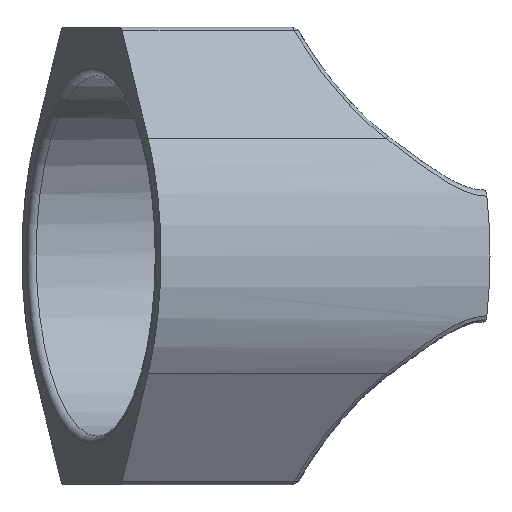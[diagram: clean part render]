
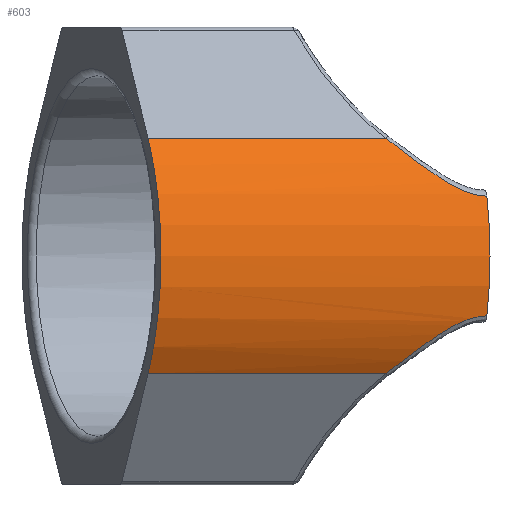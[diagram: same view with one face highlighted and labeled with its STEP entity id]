
A CAD part, left-side view. The second image highlights one B-rep face of the part: STEP entity #603.
In plain terms, the highlighted cylindrical face has radius 11.75 mm (diameter 23.5 mm), a partial arc.
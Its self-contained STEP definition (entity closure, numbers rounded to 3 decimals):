
#64=B_SPLINE_CURVE_WITH_KNOTS('',3,(#1387,#1388,#1389,#1390,#1391,#1392),
 .UNSPECIFIED.,.F.,.F.,(4,1,1,4),(-0.903,-0.611,
-0.416,-0.22),.UNSPECIFIED.);
#66=B_SPLINE_CURVE_WITH_KNOTS('',3,(#1451,#1452,#1453,#1454,#1455,#1456),
 .UNSPECIFIED.,.F.,.F.,(4,1,1,4),(-0.683,-0.488,
-0.293,0.),.UNSPECIFIED.);
#84=LINE('',#1155,#110);
#89=LINE('',#1182,#115);
#110=VECTOR('',#777,10.);
#115=VECTOR('',#812,10.);
#131=CYLINDRICAL_SURFACE('',#687,11.75);
#166=FACE_OUTER_BOUND('',#205,.T.);
#205=EDGE_LOOP('',(#560,#561,#562,#563,#564,#565));
#215=CIRCLE('',#630,11.75);
#238=CIRCLE('',#679,11.75);
#262=VERTEX_POINT('',#1037);
#263=VERTEX_POINT('',#1039);
#277=VERTEX_POINT('',#1151);
#284=VERTEX_POINT('',#1180);
#292=VERTEX_POINT('',#1373);
#293=VERTEX_POINT('',#1394);
#320=EDGE_CURVE('',#262,#263,#215,.T.);
#347=EDGE_CURVE('',#263,#277,#84,.T.);
#361=EDGE_CURVE('',#262,#284,#89,.T.);
#376=EDGE_CURVE('',#277,#292,#64,.T.);
#377=EDGE_CURVE('',#293,#292,#238,.T.);
#379=EDGE_CURVE('',#293,#284,#66,.T.);
#560=ORIENTED_EDGE('',*,*,#376,.F.);
#561=ORIENTED_EDGE('',*,*,#347,.F.);
#562=ORIENTED_EDGE('',*,*,#320,.F.);
#563=ORIENTED_EDGE('',*,*,#361,.T.);
#564=ORIENTED_EDGE('',*,*,#379,.F.);
#565=ORIENTED_EDGE('',*,*,#377,.T.);
#603=ADVANCED_FACE('',(#166),#131,.T.);
#630=AXIS2_PLACEMENT_3D('',#1040,#720,#721);
#679=AXIS2_PLACEMENT_3D('',#1395,#836,#837);
#687=AXIS2_PLACEMENT_3D('',#1529,#854,#855);
#720=DIRECTION('center_axis',(-0.342,0.94,0.));
#721=DIRECTION('ref_axis',(0.,0.,-1.));
#777=DIRECTION('',(0.342,-0.94,0.));
#812=DIRECTION('',(0.342,-0.94,0.));
#836=DIRECTION('center_axis',(-0.342,0.94,0.));
#837=DIRECTION('ref_axis',(0.,0.,
-1.));
#854=DIRECTION('center_axis',(-0.342,0.94,0.));
#855=DIRECTION('ref_axis',(0.,0.,
-1.));
#1037=CARTESIAN_POINT('',(16.735,60.642,-128.591));
#1039=CARTESIAN_POINT('',(16.735,60.642,-114.963));
#1040=CARTESIAN_POINT('Origin',(25.73,63.916,-121.777));
#1151=CARTESIAN_POINT('',(21.74,46.893,-114.963));
#1155=CARTESIAN_POINT('',(20.155,51.245,-114.963));
#1180=CARTESIAN_POINT('',(21.74,46.893,-128.591));
#1182=CARTESIAN_POINT('',(20.155,51.245,-128.591));
#1373=CARTESIAN_POINT('',(22.106,41.047,-118.313));
#1387=CARTESIAN_POINT('Ctrl Pts',(21.74,46.893,-114.963));
#1388=CARTESIAN_POINT('Ctrl Pts',(21.565,46.116,-115.566));
#1389=CARTESIAN_POINT('Ctrl Pts',(21.423,44.806,-116.585));
#1390=CARTESIAN_POINT('Ctrl Pts',(21.574,42.884,-117.877));
#1391=CARTESIAN_POINT('Ctrl Pts',(21.883,41.658,-118.313));
#1392=CARTESIAN_POINT('Ctrl Pts',(22.106,41.047,-118.313));
#1394=CARTESIAN_POINT('',(22.106,41.047,-125.241));
#1395=CARTESIAN_POINT('Origin',(32.656,44.887,-121.777));
#1451=CARTESIAN_POINT('Ctrl Pts',(22.106,41.047,-125.241));
#1452=CARTESIAN_POINT('Ctrl Pts',(21.883,41.658,-125.241));
#1453=CARTESIAN_POINT('Ctrl Pts',(21.574,42.884,-125.677));
#1454=CARTESIAN_POINT('Ctrl Pts',(21.423,44.806,-126.97));
#1455=CARTESIAN_POINT('Ctrl Pts',(21.565,46.116,-127.988));
#1456=CARTESIAN_POINT('Ctrl Pts',(21.74,46.893,-128.591));
#1529=CARTESIAN_POINT('Origin',(29.15,54.519,-121.777));
